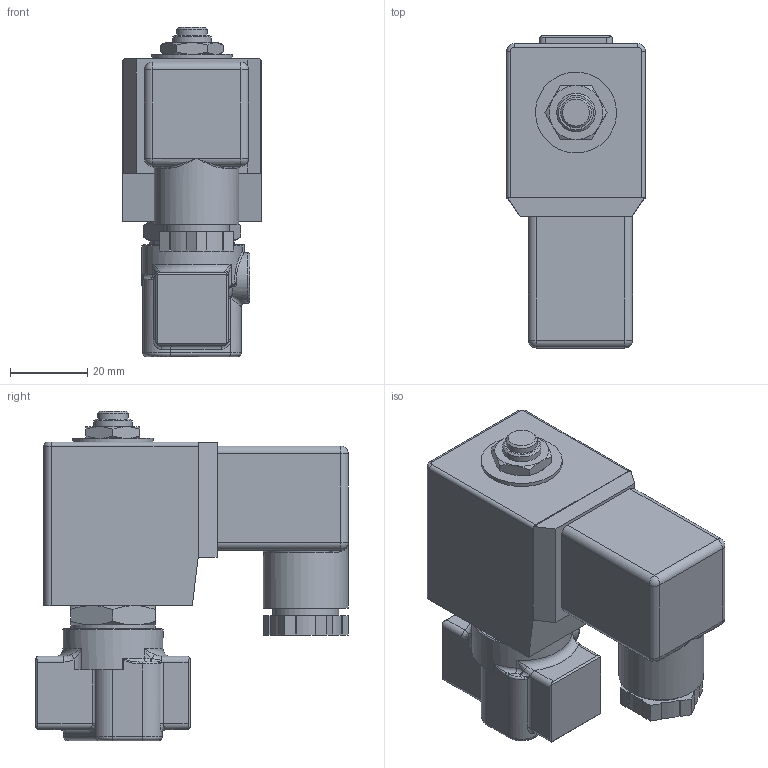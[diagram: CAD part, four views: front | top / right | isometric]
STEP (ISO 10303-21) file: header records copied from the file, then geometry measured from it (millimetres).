
FILE_DESCRIPTION(/* description */ ('3D-Modell'),/* implementation_level */ '2;1');
FILE_NAME(/* name */ '052.000782_A5234-1002-.012-NO.stp',/* time_stamp */ '2018-04-20T10:41:48+02:00',/* author */ ('EFast'),/* organization */ (''),/* preprocessor_version */ 'ST-DEVELOPER v16.1',/* originating_system */ 'Autodesk Inventor 2016',/* authorisation */ '');
FILE_SCHEMA (('AUTOMOTIVE_DESIGN { 1 0 10303 214 3 1 1 }'));
Length unit declared in the file: millimetre
Products named in the file (1): 88-001553
Bounding box: 36 x 81 x 85.4 mm (x, y, z)
Volume: 122812.9 mm3; surface area: 19553.2 mm2
Topology: 1 solids, 1 shells, 250 faces, 613 edges, 359 vertices
Faces by surface type: plane 98, cylinder 63, bspline 38, cone 27, torus 19, sphere 5
Full cylindrical faces by diameter (mm): 8 x1, 10 x1, 13 x1, 17 x1, 21 x1, 22 x2
Entity records: 8093 total; most frequent: CARTESIAN_POINT 2613, ORIENTED_EDGE 1172, DIRECTION 1095, EDGE_CURVE 586, AXIS2_PLACEMENT_3D 424, VERTEX_POINT 356, EDGE_LOOP 268, FACE_OUTER_BOUND 250
